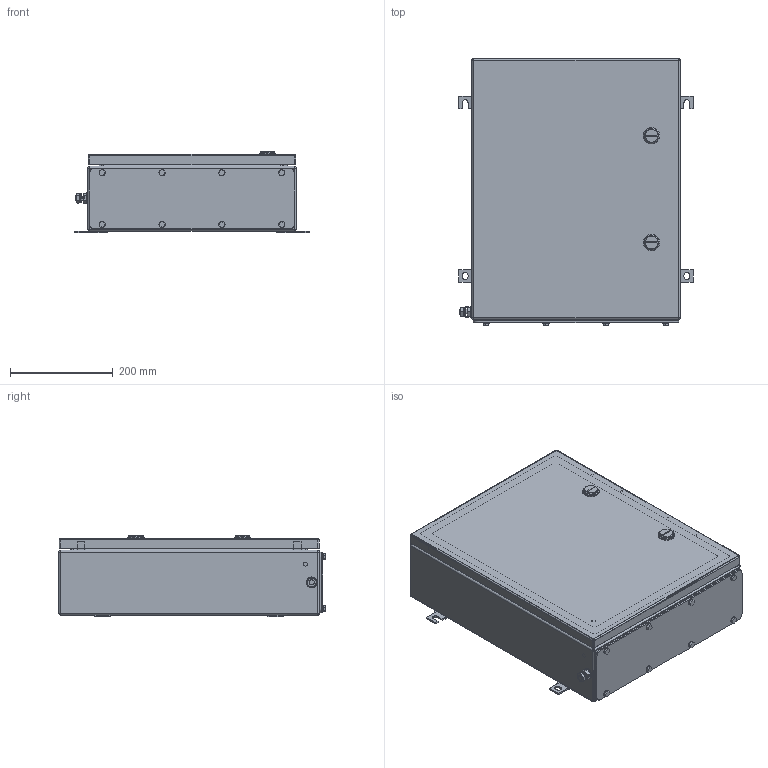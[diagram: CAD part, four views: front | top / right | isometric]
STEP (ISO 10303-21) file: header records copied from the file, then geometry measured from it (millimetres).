
FILE_DESCRIPTION(('CATIA V5 STEP Exchange','CAx-IF Rec.Pracs.--- Model Styling and Organization---1.4--- 2014-01-23'),'2;1');
FILE_NAME ('1530545-3_0_8000109900_8000109900_KTB_QL_504015_S4E1_LD.stp','2023-05-02T07:37:44+00:00',('none'),('Weidmueller'),'CATIA Version 5-6 Release 2016 SP3 HF44','CATIA V5 STEP AP214','none');
FILE_SCHEMA(('AUTOMOTIVE_DESIGN { 1 0 10303 214 1 1 1 1 }'));
Products named in the file (1): 8000109900 KTB QL 504015 S4E1
Bounding box: 457 x 519 x 159.8 mm (x, y, z)
Volume: 1455678.4 mm3; surface area: 1722448.9 mm2
Topology: 68 solids, 70 shells, 1451 faces, 3458 edges, 2184 vertices
Faces by surface type: plane 635, cylinder 632, cone 132, bspline 28, torus 16, sphere 8
Entity records: 46038 total; most frequent: CARTESIAN_POINT 13844, ORIENTED_EDGE 6788, DIRECTION 5711, EDGE_CURVE 3394, AXIS2_PLACEMENT_3D 2394, VERTEX_POINT 2184, VECTOR 1902, LINE 1902
